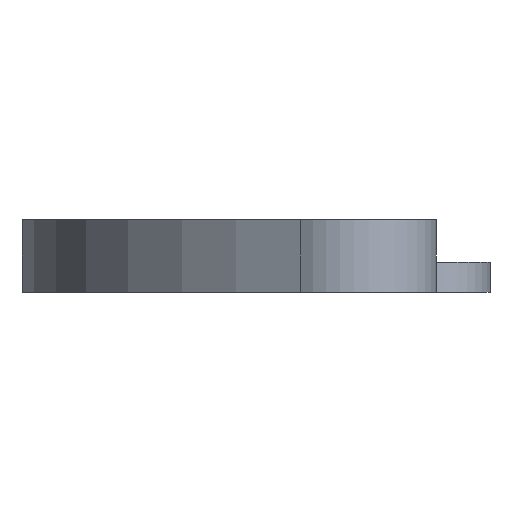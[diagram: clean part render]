
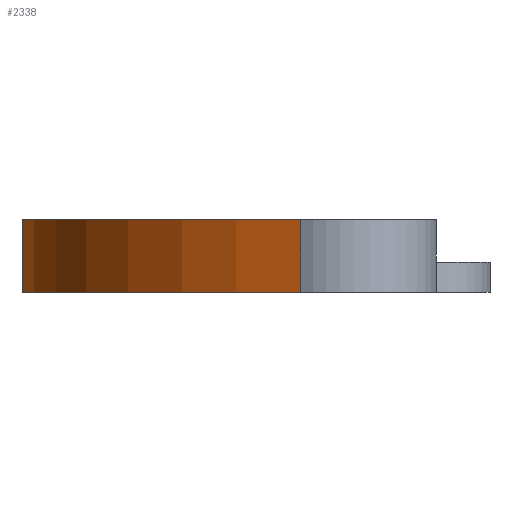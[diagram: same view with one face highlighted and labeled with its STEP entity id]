
A CAD part, left-side view. The second image highlights one B-rep face of the part: STEP entity #2338.
In plain terms, the highlighted free-form (B-spline) face has degree [4, 1] with [5, 2] control points.
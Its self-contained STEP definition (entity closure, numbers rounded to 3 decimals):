
#98 = PLANE('',#99);
#99 = AXIS2_PLACEMENT_3D('',#100,#101,#102);
#100 = CARTESIAN_POINT('',(-142.923,51.043,0.));
#101 = DIRECTION('',(0.,0.,1.));
#102 = DIRECTION('',(1.,0.,0.));
#152 = PLANE('',#153);
#153 = AXIS2_PLACEMENT_3D('',#154,#155,#156);
#154 = CARTESIAN_POINT('',(-142.923,51.043,6.));
#155 = DIRECTION('',(0.,0.,1.));
#156 = DIRECTION('',(1.,0.,0.));
#1197 = VERTEX_POINT('',#1198);
#1198 = CARTESIAN_POINT('',(-189.492,47.331,0.));
#1213 = CYLINDRICAL_SURFACE('',#1214,7.048);
#1214 = AXIS2_PLACEMENT_3D('',#1215,#1216,#1217);
#1215 = CARTESIAN_POINT('',(-183.797,43.177,0.));
#1216 = DIRECTION('',(0.,0.,1.));
#1217 = DIRECTION('',(-0.808,0.589,0.));
#1224 = EDGE_CURVE('',#1225,#1197,#1227,.T.);
#1225 = VERTEX_POINT('',#1226);
#1226 = CARTESIAN_POINT('',(-121.967,61.461,0.));
#1227 = SURFACE_CURVE('',#1228,(#1234,#1243),.PCURVE_S1.);
#1228 = B_SPLINE_CURVE_WITH_KNOTS('',4,(#1229,#1230,#1231,#1232,#1233),
  .UNSPECIFIED.,.F.,.F.,(5,5),(1.,1.858),
  .PIECEWISE_BEZIER_KNOTS.);
#1229 = CARTESIAN_POINT('',(-121.967,61.461,0.));
#1230 = CARTESIAN_POINT('',(-137.991,72.126,0.));
#1231 = CARTESIAN_POINT('',(-159.153,73.581,0.));
#1232 = CARTESIAN_POINT('',(-177.956,71.164,0.));
#1233 = CARTESIAN_POINT('',(-189.492,47.331,0.));
#1234 = PCURVE('',#98,#1235);
#1235 = DEFINITIONAL_REPRESENTATION('',(#1236),#1242);
#1236 = B_SPLINE_CURVE_WITH_KNOTS('',4,(#1237,#1238,#1239,#1240,#1241),
  .UNSPECIFIED.,.F.,.F.,(5,5),(1.,1.858),
  .PIECEWISE_BEZIER_KNOTS.);
#1237 = CARTESIAN_POINT('',(20.956,10.417));
#1238 = CARTESIAN_POINT('',(4.932,21.082));
#1239 = CARTESIAN_POINT('',(-16.23,22.538));
#1240 = CARTESIAN_POINT('',(-35.033,20.121));
#1241 = CARTESIAN_POINT('',(-46.569,-3.713));
#1242 = ( GEOMETRIC_REPRESENTATION_CONTEXT(2) 
PARAMETRIC_REPRESENTATION_CONTEXT() REPRESENTATION_CONTEXT('2D SPACE',''
  ) );
#1243 = PCURVE('',#1244,#1255);
#1244 = B_SPLINE_SURFACE_WITH_KNOTS('',4,1,(
    (#1245,#1246)
    ,(#1247,#1248)
    ,(#1249,#1250)
    ,(#1251,#1252)
    ,(#1253,#1254
    )),.UNSPECIFIED.,.F.,.F.,.F.,(5,5),(2,2),(1.,1.858),(0.
    ,0.6),.PIECEWISE_BEZIER_KNOTS.);
#1245 = CARTESIAN_POINT('',(-121.967,61.461,0.));
#1246 = CARTESIAN_POINT('',(-121.967,61.461,6.));
#1247 = CARTESIAN_POINT('',(-137.991,72.126,0.));
#1248 = CARTESIAN_POINT('',(-137.991,72.126,6.));
#1249 = CARTESIAN_POINT('',(-159.153,73.581,0.));
#1250 = CARTESIAN_POINT('',(-159.153,73.581,6.));
#1251 = CARTESIAN_POINT('',(-177.956,71.164,0.));
#1252 = CARTESIAN_POINT('',(-177.956,71.164,6.));
#1253 = CARTESIAN_POINT('',(-189.492,47.331,0.));
#1254 = CARTESIAN_POINT('',(-189.492,47.331,6.));
#1255 = DEFINITIONAL_REPRESENTATION('',(#1256),#1260);
#1256 = LINE('',#1257,#1258);
#1257 = CARTESIAN_POINT('',(0.,0.));
#1258 = VECTOR('',#1259,1.);
#1259 = DIRECTION('',(1.,0.));
#1260 = ( GEOMETRIC_REPRESENTATION_CONTEXT(2) 
PARAMETRIC_REPRESENTATION_CONTEXT() REPRESENTATION_CONTEXT('2D SPACE',''
  ) );
#1278 = PLANE('',#1279);
#1279 = AXIS2_PLACEMENT_3D('',#1280,#1281,#1282);
#1280 = CARTESIAN_POINT('',(-121.958,61.439,0.));
#1281 = DIRECTION('',(0.938,0.346,0.));
#1282 = DIRECTION('',(-0.346,0.938,0.));
#2275 = VERTEX_POINT('',#2276);
#2276 = CARTESIAN_POINT('',(-189.492,47.331,6.));
#2297 = EDGE_CURVE('',#1197,#2275,#2298,.T.);
#2298 = SURFACE_CURVE('',#2299,(#2303,#2332),.PCURVE_S1.);
#2299 = LINE('',#2300,#2301);
#2300 = CARTESIAN_POINT('',(-189.492,47.331,0.));
#2301 = VECTOR('',#2302,1.);
#2302 = DIRECTION('',(0.,0.,1.));
#2303 = PCURVE('',#1213,#2304);
#2304 = DEFINITIONAL_REPRESENTATION('',(#2305),#2331);
#2305 = B_SPLINE_CURVE_WITH_KNOTS('',3,(#2306,#2307,#2308,#2309,#2310,
    #2311,#2312,#2313,#2314,#2315,#2316,#2317,#2318,#2319,#2320,#2321,
    #2322,#2323,#2324,#2325,#2326,#2327,#2328,#2329,#2330),
  .UNSPECIFIED.,.F.,.F.,(4,1,1,1,1,1,1,1,1,1,1,1,1,1,1,1,1,1,1,1,1,1,4),
  (0.,0.273,0.545,0.818,1.091,
    1.364,1.636,1.909,2.182,
    2.455,2.727,3.,3.273,3.545,
    3.818,4.091,4.364,4.636,
    4.909,5.182,5.455,5.727,6.),
  .QUASI_UNIFORM_KNOTS.);
#2306 = CARTESIAN_POINT('',(0.,0.));
#2307 = CARTESIAN_POINT('',(0.,0.091));
#2308 = CARTESIAN_POINT('',(0.,0.273));
#2309 = CARTESIAN_POINT('',(0.,0.545));
#2310 = CARTESIAN_POINT('',(0.,0.818));
#2311 = CARTESIAN_POINT('',(0.,1.091));
#2312 = CARTESIAN_POINT('',(0.,1.364));
#2313 = CARTESIAN_POINT('',(0.,1.636));
#2314 = CARTESIAN_POINT('',(0.,1.909));
#2315 = CARTESIAN_POINT('',(0.,2.182));
#2316 = CARTESIAN_POINT('',(0.,2.455));
#2317 = CARTESIAN_POINT('',(0.,2.727));
#2318 = CARTESIAN_POINT('',(0.,3.));
#2319 = CARTESIAN_POINT('',(0.,3.273));
#2320 = CARTESIAN_POINT('',(0.,3.545));
#2321 = CARTESIAN_POINT('',(0.,3.818));
#2322 = CARTESIAN_POINT('',(0.,4.091));
#2323 = CARTESIAN_POINT('',(0.,4.364));
#2324 = CARTESIAN_POINT('',(0.,4.636));
#2325 = CARTESIAN_POINT('',(0.,4.909));
#2326 = CARTESIAN_POINT('',(0.,5.182));
#2327 = CARTESIAN_POINT('',(0.,5.455));
#2328 = CARTESIAN_POINT('',(0.,5.727));
#2329 = CARTESIAN_POINT('',(0.,5.909));
#2330 = CARTESIAN_POINT('',(0.,6.));
#2331 = ( GEOMETRIC_REPRESENTATION_CONTEXT(2) 
PARAMETRIC_REPRESENTATION_CONTEXT() REPRESENTATION_CONTEXT('2D SPACE',''
  ) );
#2332 = PCURVE('',#1244,#2333);
#2333 = DEFINITIONAL_REPRESENTATION('',(#2334),#2337);
#2334 = B_SPLINE_CURVE_WITH_KNOTS('',1,(#2335,#2336),.UNSPECIFIED.,.F.,
  .F.,(2,2),(0.,6.),.PIECEWISE_BEZIER_KNOTS.);
#2335 = CARTESIAN_POINT('',(1.858,0.));
#2336 = CARTESIAN_POINT('',(1.858,0.6));
#2337 = ( GEOMETRIC_REPRESENTATION_CONTEXT(2) 
PARAMETRIC_REPRESENTATION_CONTEXT() REPRESENTATION_CONTEXT('2D SPACE',''
  ) );
#2338 = ADVANCED_FACE('',(#2339),#1244,.T.);
#2339 = FACE_BOUND('',#2340,.T.);
#2340 = EDGE_LOOP('',(#2341,#2342,#2343,#2370));
#2341 = ORIENTED_EDGE('',*,*,#1224,.T.);
#2342 = ORIENTED_EDGE('',*,*,#2297,.T.);
#2343 = ORIENTED_EDGE('',*,*,#2344,.F.);
#2344 = EDGE_CURVE('',#2345,#2275,#2347,.T.);
#2345 = VERTEX_POINT('',#2346);
#2346 = CARTESIAN_POINT('',(-121.967,61.461,6.));
#2347 = SURFACE_CURVE('',#2348,(#2354,#2361),.PCURVE_S1.);
#2348 = B_SPLINE_CURVE_WITH_KNOTS('',4,(#2349,#2350,#2351,#2352,#2353),
  .UNSPECIFIED.,.F.,.F.,(5,5),(1.,1.858),
  .PIECEWISE_BEZIER_KNOTS.);
#2349 = CARTESIAN_POINT('',(-121.967,61.461,6.));
#2350 = CARTESIAN_POINT('',(-137.991,72.126,6.));
#2351 = CARTESIAN_POINT('',(-159.153,73.581,6.));
#2352 = CARTESIAN_POINT('',(-177.956,71.164,6.));
#2353 = CARTESIAN_POINT('',(-189.492,47.331,6.));
#2354 = PCURVE('',#1244,#2355);
#2355 = DEFINITIONAL_REPRESENTATION('',(#2356),#2360);
#2356 = LINE('',#2357,#2358);
#2357 = CARTESIAN_POINT('',(0.,0.6));
#2358 = VECTOR('',#2359,1.);
#2359 = DIRECTION('',(1.,0.));
#2360 = ( GEOMETRIC_REPRESENTATION_CONTEXT(2) 
PARAMETRIC_REPRESENTATION_CONTEXT() REPRESENTATION_CONTEXT('2D SPACE',''
  ) );
#2361 = PCURVE('',#152,#2362);
#2362 = DEFINITIONAL_REPRESENTATION('',(#2363),#2369);
#2363 = B_SPLINE_CURVE_WITH_KNOTS('',4,(#2364,#2365,#2366,#2367,#2368),
  .UNSPECIFIED.,.F.,.F.,(5,5),(1.,1.858),
  .PIECEWISE_BEZIER_KNOTS.);
#2364 = CARTESIAN_POINT('',(20.956,10.417));
#2365 = CARTESIAN_POINT('',(4.932,21.082));
#2366 = CARTESIAN_POINT('',(-16.23,22.538));
#2367 = CARTESIAN_POINT('',(-35.033,20.121));
#2368 = CARTESIAN_POINT('',(-46.569,-3.713));
#2369 = ( GEOMETRIC_REPRESENTATION_CONTEXT(2) 
PARAMETRIC_REPRESENTATION_CONTEXT() REPRESENTATION_CONTEXT('2D SPACE',''
  ) );
#2370 = ORIENTED_EDGE('',*,*,#2371,.F.);
#2371 = EDGE_CURVE('',#1225,#2345,#2372,.T.);
#2372 = SURFACE_CURVE('',#2373,(#2377,#2383),.PCURVE_S1.);
#2373 = LINE('',#2374,#2375);
#2374 = CARTESIAN_POINT('',(-121.967,61.461,0.));
#2375 = VECTOR('',#2376,1.);
#2376 = DIRECTION('',(0.,0.,1.));
#2377 = PCURVE('',#1244,#2378);
#2378 = DEFINITIONAL_REPRESENTATION('',(#2379),#2382);
#2379 = B_SPLINE_CURVE_WITH_KNOTS('',1,(#2380,#2381),.UNSPECIFIED.,.F.,
  .F.,(2,2),(0.,6.),.PIECEWISE_BEZIER_KNOTS.);
#2380 = CARTESIAN_POINT('',(1.,0.));
#2381 = CARTESIAN_POINT('',(1.,0.6));
#2382 = ( GEOMETRIC_REPRESENTATION_CONTEXT(2) 
PARAMETRIC_REPRESENTATION_CONTEXT() REPRESENTATION_CONTEXT('2D SPACE',''
  ) );
#2383 = PCURVE('',#1278,#2384);
#2384 = DEFINITIONAL_REPRESENTATION('',(#2385),#2389);
#2385 = LINE('',#2386,#2387);
#2386 = CARTESIAN_POINT('',(0.024,0.));
#2387 = VECTOR('',#2388,1.);
#2388 = DIRECTION('',(0.,1.));
#2389 = ( GEOMETRIC_REPRESENTATION_CONTEXT(2) 
PARAMETRIC_REPRESENTATION_CONTEXT() REPRESENTATION_CONTEXT('2D SPACE',''
  ) );
